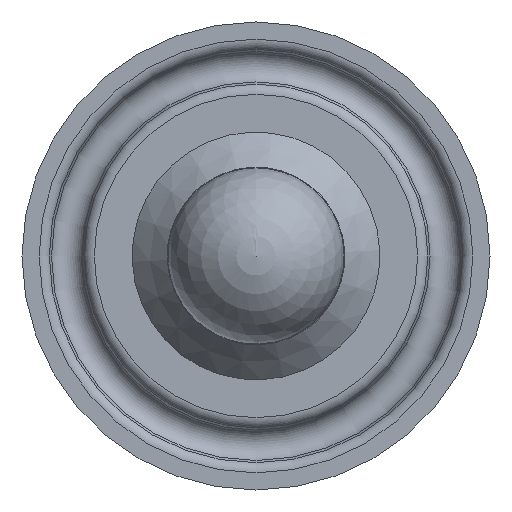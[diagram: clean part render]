
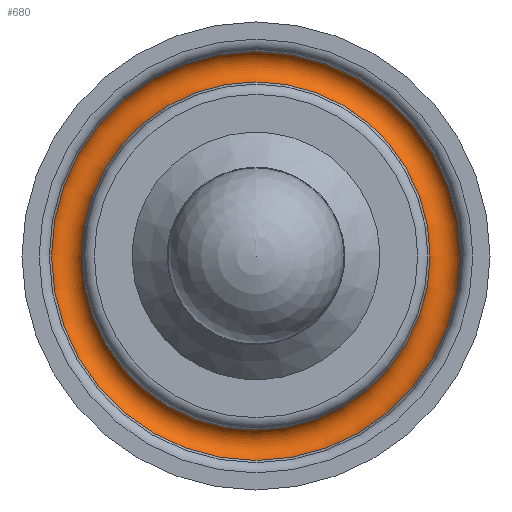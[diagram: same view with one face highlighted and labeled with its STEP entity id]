
A CAD part, front view. The second image highlights one B-rep face of the part: STEP entity #680.
In plain terms, the highlighted toroidal (fillet/blend) face has major radius 13.75 mm and minor radius 1.2 mm.
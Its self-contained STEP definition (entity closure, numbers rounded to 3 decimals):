
#33=TOROIDAL_SURFACE('',#801,13.75,1.2);
#133=FACE_OUTER_BOUND('',#179,.T.);
#179=EDGE_LOOP('',(#570,#571,#572,#573,#574,#575));
#248=CIRCLE('',#799,12.645);
#249=CIRCLE('',#800,12.645);
#250=CIRCLE('',#802,14.855);
#251=CIRCLE('',#803,1.2);
#252=CIRCLE('',#804,14.855);
#315=VERTEX_POINT('',#1228);
#316=VERTEX_POINT('',#1230);
#317=VERTEX_POINT('',#1234);
#318=VERTEX_POINT('',#1235);
#403=EDGE_CURVE('',#315,#316,#248,.T.);
#404=EDGE_CURVE('',#316,#315,#249,.T.);
#405=EDGE_CURVE('',#317,#318,#250,.T.);
#406=EDGE_CURVE('',#318,#316,#251,.T.);
#407=EDGE_CURVE('',#318,#317,#252,.T.);
#570=ORIENTED_EDGE('',*,*,#405,.T.);
#571=ORIENTED_EDGE('',*,*,#406,.T.);
#572=ORIENTED_EDGE('',*,*,#403,.F.);
#573=ORIENTED_EDGE('',*,*,#404,.F.);
#574=ORIENTED_EDGE('',*,*,#406,.F.);
#575=ORIENTED_EDGE('',*,*,#407,.T.);
#680=ADVANCED_FACE('',(#133),#33,.F.);
#799=AXIS2_PLACEMENT_3D('',#1231,#1022,#1023);
#800=AXIS2_PLACEMENT_3D('',#1232,#1024,#1025);
#801=AXIS2_PLACEMENT_3D('',#1233,#1026,#1027);
#802=AXIS2_PLACEMENT_3D('',#1236,#1028,#1029);
#803=AXIS2_PLACEMENT_3D('',#1237,#1030,#1031);
#804=AXIS2_PLACEMENT_3D('',#1238,#1032,#1033);
#1022=DIRECTION('center_axis',(0.,-1.,0.));
#1023=DIRECTION('ref_axis',(1.,0.,0.));
#1024=DIRECTION('center_axis',(0.,-1.,0.));
#1025=DIRECTION('ref_axis',(1.,0.,0.));
#1026=DIRECTION('center_axis',(0.,-1.,0.));
#1027=DIRECTION('ref_axis',(0.,0.,-1.));
#1028=DIRECTION('center_axis',(0.,-1.,0.));
#1029=DIRECTION('ref_axis',(1.,0.,0.));
#1030=DIRECTION('center_axis',(-1.,0.,0.));
#1031=DIRECTION('ref_axis',(0.,0.,1.));
#1032=DIRECTION('center_axis',(0.,-1.,0.));
#1033=DIRECTION('ref_axis',(1.,0.,0.));
#1228=CARTESIAN_POINT('',(-12.645,17.069,0.));
#1230=CARTESIAN_POINT('',(0.,17.069,12.645));
#1231=CARTESIAN_POINT('Origin',(0.,17.069,
0.));
#1232=CARTESIAN_POINT('Origin',(0.,17.069,
0.));
#1233=CARTESIAN_POINT('Origin',(0.,16.6,0.));
#1234=CARTESIAN_POINT('',(-14.855,17.069,0.));
#1235=CARTESIAN_POINT('',(0.,17.069,14.855));
#1236=CARTESIAN_POINT('Origin',(0.,17.069,
0.));
#1237=CARTESIAN_POINT('Origin',(0.,16.6,13.75));
#1238=CARTESIAN_POINT('Origin',(0.,17.069,
0.));
